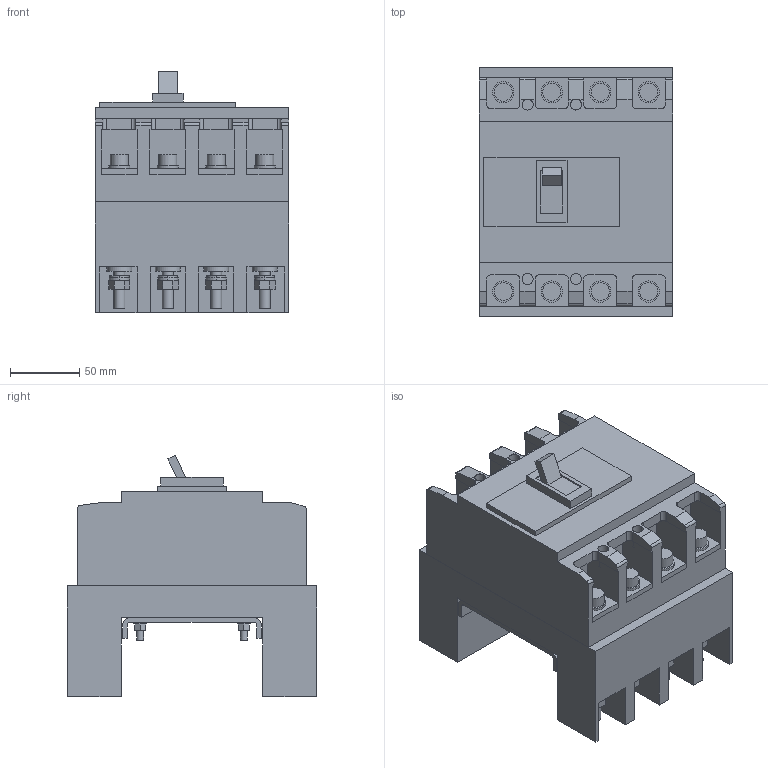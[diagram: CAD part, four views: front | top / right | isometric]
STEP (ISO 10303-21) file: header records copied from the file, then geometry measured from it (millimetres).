
FILE_DESCRIPTION (( 'STEP AP214' ), '1' );
FILE_NAME ('PS250PF4MC.STEP', '2023-03-07T12:53:51', ( 'CAD' ), ( '' ), 'SwSTEP 2.0', 'SolidWorks 2015', '' );
FILE_SCHEMA (( 'AUTOMOTIVE_DESIGN' ));
Length unit declared in the file: millimetre
Products named in the file (1): PS250PF4MC
Bounding box: 140 x 180 x 174.24 mm (x, y, z)
Volume: 2352501.5 mm3; surface area: 352906.7 mm2
Topology: 67 solids, 67 shells, 706 faces, 1638 edges, 1092 vertices
Faces by surface type: plane 412, cylinder 294
Entity records: 25243 total; most frequent: DIRECTION 3640, CARTESIAN_POINT 3443, ORIENTED_EDGE 3276, EDGE_CURVE 1638, AXIS2_PLACEMENT_3D 1297, VERTEX_POINT 1092, VECTOR 1046, LINE 1046
